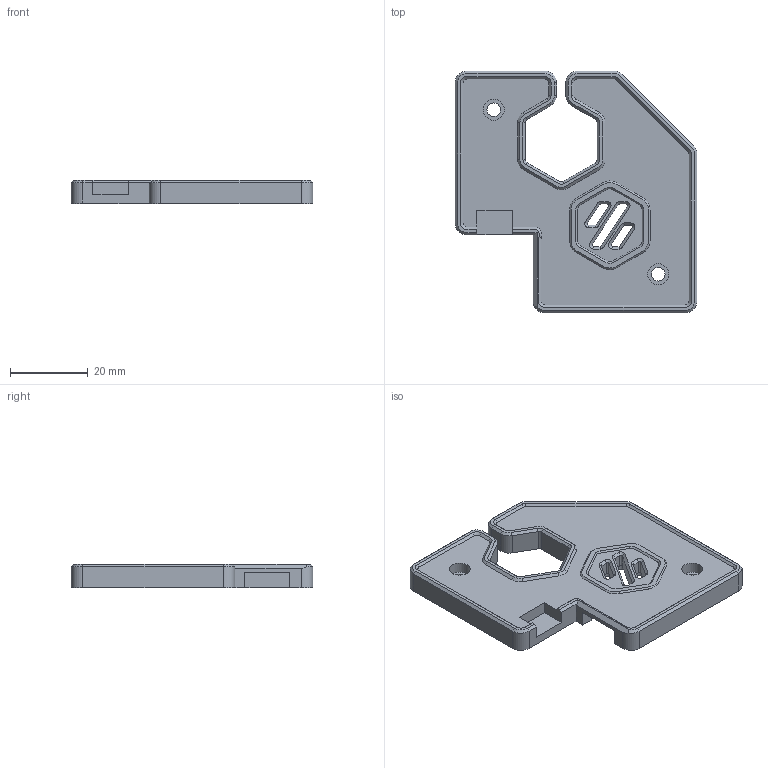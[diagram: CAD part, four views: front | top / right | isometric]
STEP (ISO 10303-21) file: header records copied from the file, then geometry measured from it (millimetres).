
FILE_DESCRIPTION(/* description */ (''),/* implementation_level */ '2;1');
FILE_NAME(/* name */ 'cable_routing_z_belt_cover_a_mod.step',/* time_stamp */ '2022-07-20T20:49:53-05:00',/* author */ (''),/* organization */ (''),/* preprocessor_version */ 'ST-DEVELOPER v19',/* originating_system */ 'Autodesk Translation Framework v11.7.0.108',/* authorisation */ '');
FILE_SCHEMA (('AUTOMOTIVE_DESIGN { 1 0 10303 214 3 1 1 }'));
Length unit declared in the file: millimetre
Products named in the file (1): (Unsaved)
Bounding box: 62 x 62 x 6 mm (x, y, z)
Volume: 14364.2 mm3; surface area: 8172.1 mm2
Topology: 1 solids, 1 shells, 242 faces, 608 edges, 372 vertices
Faces by surface type: plane 127, cone 70, cylinder 45
Full cylindrical faces by diameter (mm): 3.5 x2, 3.9 x2, 5.35 x2
Entity records: 7192 total; most frequent: DIRECTION 1272, CARTESIAN_POINT 1227, ORIENTED_EDGE 1216, EDGE_CURVE 608, LINE 426, VECTOR 426, AXIS2_PLACEMENT_3D 423, VERTEX_POINT 372
